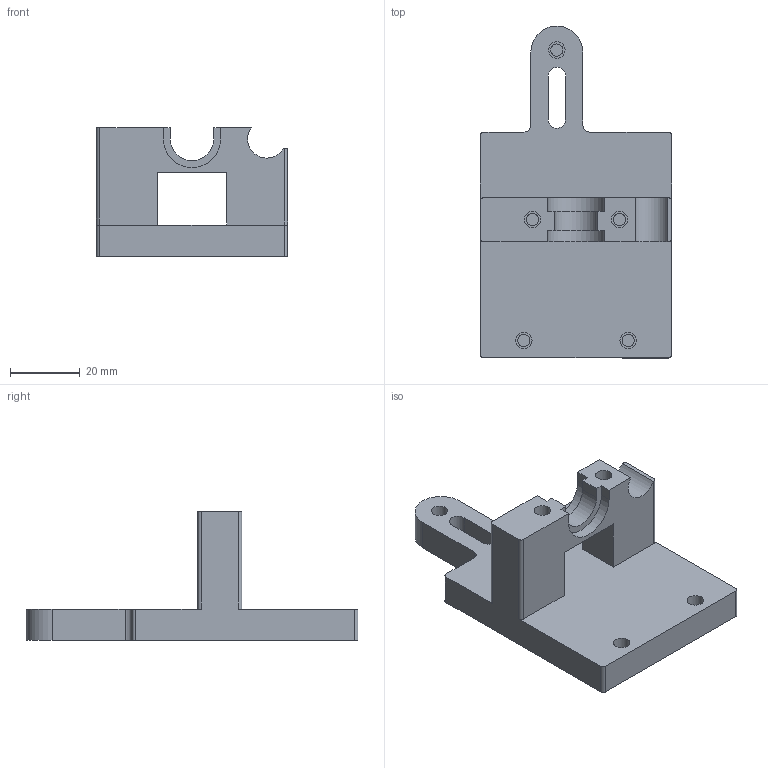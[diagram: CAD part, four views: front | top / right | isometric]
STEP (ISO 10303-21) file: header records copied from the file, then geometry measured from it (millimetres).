
FILE_DESCRIPTION(/* description */ (''),/* implementation_level */ '2;1');
FILE_NAME(/* name */ 'extruder_mount.step',/* time_stamp */ '2025-05-11T18:09:46-04:00',/* author */ (''),/* organization */ (''),/* preprocessor_version */ 'ST-DEVELOPER v20.1',/* originating_system */ 'Autodesk Translation Framework v14.4.0.0',/* authorisation */ '');
FILE_SCHEMA (('AUTOMOTIVE_DESIGN { 1 0 10303 214 3 1 1 }'));
Length unit declared in the file: millimetre
Products named in the file (1): Extruder Mount
Bounding box: 55 x 95.5 x 37 mm (x, y, z)
Volume: 46261.3 mm3; surface area: 15885.3 mm2
Topology: 1 solids, 1 shells, 99 faces, 246 edges, 164 vertices
Faces by surface type: plane 58, cylinder 38, bspline 3
Full cylindrical faces by diameter (mm): 3.5 x5, 4.7 x5, 10.1 x3
Entity records: 3032 total; most frequent: CARTESIAN_POINT 552, DIRECTION 525, ORIENTED_EDGE 492, EDGE_CURVE 246, AXIS2_PLACEMENT_3D 182, VERTEX_POINT 164, LINE 161, VECTOR 161
